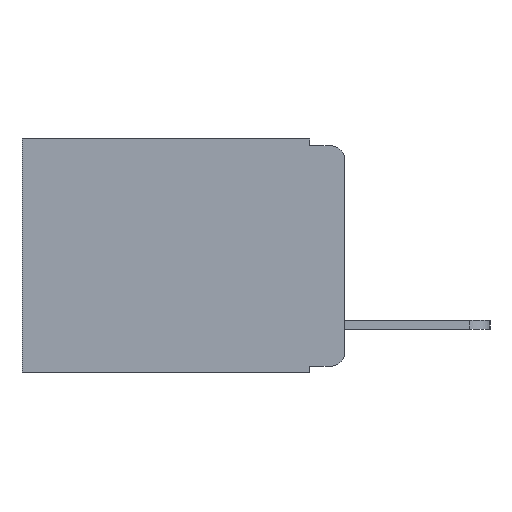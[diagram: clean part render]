
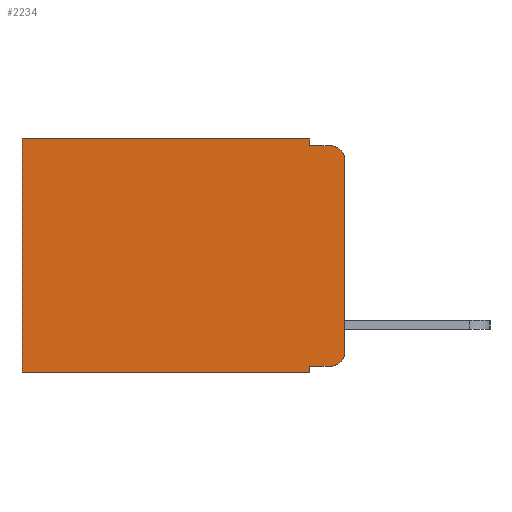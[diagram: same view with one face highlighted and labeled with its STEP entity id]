
A CAD part, left-side view. The second image highlights one B-rep face of the part: STEP entity #2234.
In plain terms, the highlighted planar face has unit normal (-1, 0, 0).
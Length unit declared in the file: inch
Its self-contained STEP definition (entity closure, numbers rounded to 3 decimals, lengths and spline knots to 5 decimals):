
#67 = VERTEX_POINT ( 'NONE', #3119 ) ;
#79 = DIRECTION ( 'NONE',  ( -1., 0., 0. ) ) ;
#165 = DIRECTION ( 'NONE',  ( 0., 0., -1. ) ) ;
#239 = ORIENTED_EDGE ( 'NONE', *, *, #495, .T. ) ;
#390 = CARTESIAN_POINT ( 'NONE',  ( 0.298, 0.02, -0.01 ) ) ;
#477 = FACE_OUTER_BOUND ( 'NONE', #1222, .T. ) ;
#495 = EDGE_CURVE ( 'NONE', #5243, #1101, #2142, .T. ) ;
#576 = VECTOR ( 'NONE', #11957, 39.37008 ) ;
#753 = EDGE_CURVE ( 'NONE', #1750, #5243, #8779, .T. ) ;
#978 = VERTEX_POINT ( 'NONE', #3959 ) ;
#1073 = VERTEX_POINT ( 'NONE', #5245 ) ;
#1101 = VERTEX_POINT ( 'NONE', #5435 ) ;
#1160 = CARTESIAN_POINT ( 'NONE',  ( 0.298, 0.051, 0. ) ) ;
#1222 = EDGE_LOOP ( 'NONE', ( #8523, #8671, #8713, #8796, #8922, #8986, #9130, #9122, #9121, #239 ) ) ;
#1403 = EDGE_CURVE ( 'NONE', #1750, #1073, #11790, .T. ) ;
#1581 = EDGE_CURVE ( 'NONE', #978, #2856, #2229, .T. ) ;
#1619 = CARTESIAN_POINT ( 'NONE',  ( 0.298, 0.473, 0. ) ) ;
#1702 = EDGE_CURVE ( 'NONE', #10933, #3755, #8660, .T. ) ;
#1750 = VERTEX_POINT ( 'NONE', #10812 ) ;
#2142 = CIRCLE ( 'NONE', #4776, 0.02 ) ;
#2229 = LINE ( 'NONE', #1619, #9505 ) ;
#2234 = ADVANCED_FACE ( 'NONE', ( #477 ), #6699, .F. ) ;
#2856 = VERTEX_POINT ( 'NONE', #4051 ) ;
#3119 = CARTESIAN_POINT ( 'NONE',  ( 0.298, 0., -0.03 ) ) ;
#3432 = VECTOR ( 'NONE', #4628, 39.37008 ) ;
#3683 = EDGE_CURVE ( 'NONE', #3755, #9249, #5828, .T. ) ;
#3755 = VERTEX_POINT ( 'NONE', #10661 ) ;
#3777 = CARTESIAN_POINT ( 'NONE',  ( 0.298, 0.051, -0.01 ) ) ;
#3853 = CARTESIAN_POINT ( 'NONE',  ( 0.298, 0.02, -0.333 ) ) ;
#3959 = CARTESIAN_POINT ( 'NONE',  ( 0.298, 0.473, 0. ) ) ;
#4051 = CARTESIAN_POINT ( 'NONE',  ( 0.298, 0.473, -0.343 ) ) ;
#4160 = DIRECTION ( 'NONE',  ( 0., 0., -1. ) ) ;
#4409 = CIRCLE ( 'NONE', #7363, 0.02 ) ;
#4606 = DIRECTION ( 'NONE',  ( 0., -1., 0. ) ) ;
#4628 = DIRECTION ( 'NONE',  ( 0., 0., -1. ) ) ;
#4752 = DIRECTION ( 'NONE',  ( 0., 0., -1. ) ) ;
#4776 = AXIS2_PLACEMENT_3D ( 'NONE', #11116, #79, #165 ) ;
#4888 = DIRECTION ( 'NONE',  ( 0., 1., 0. ) ) ;
#4922 = DIRECTION ( 'NONE',  ( 0., 0., -1. ) ) ;
#5087 = EDGE_CURVE ( 'NONE', #10933, #978, #5784, .T. ) ;
#5243 = VERTEX_POINT ( 'NONE', #3853 ) ;
#5245 = CARTESIAN_POINT ( 'NONE',  ( 0.298, 0.051, -0.343 ) ) ;
#5338 = CARTESIAN_POINT ( 'NONE',  ( 0.298, 0., 0. ) ) ;
#5435 = CARTESIAN_POINT ( 'NONE',  ( 0.298, 0., -0.313 ) ) ;
#5784 = LINE ( 'NONE', #10888, #7813 ) ;
#5828 = LINE ( 'NONE', #3777, #576 ) ;
#6058 = CARTESIAN_POINT ( 'NONE',  ( 0.298, 0., -0.343 ) ) ;
#6163 = CARTESIAN_POINT ( 'NONE',  ( 0.298, 0.02, -0.03 ) ) ;
#6270 = LINE ( 'NONE', #5338, #8292 ) ;
#6578 = CARTESIAN_POINT ( 'NONE',  ( 0.298, 0.051, 0. ) ) ;
#6584 = EDGE_CURVE ( 'NONE', #1073, #2856, #11904, .T. ) ;
#6699 = PLANE ( 'NONE',  #8953 ) ;
#6942 = CARTESIAN_POINT ( 'NONE',  ( 0.298, 0.051, -0.333 ) ) ;
#7363 = AXIS2_PLACEMENT_3D ( 'NONE', #6163, #9366, #11750 ) ;
#7713 = VECTOR ( 'NONE', #4606, 39.37008 ) ;
#7813 = VECTOR ( 'NONE', #11385, 39.37008 ) ;
#8292 = VECTOR ( 'NONE', #4752, 39.37008 ) ;
#8523 = ORIENTED_EDGE ( 'NONE', *, *, #11816, .F. ) ;
#8660 = LINE ( 'NONE', #10034, #10154 ) ;
#8671 = ORIENTED_EDGE ( 'NONE', *, *, #12000, .T. ) ;
#8713 = ORIENTED_EDGE ( 'NONE', *, *, #3683, .F. ) ;
#8779 = LINE ( 'NONE', #6942, #7713 ) ;
#8796 = ORIENTED_EDGE ( 'NONE', *, *, #1702, .F. ) ;
#8922 = ORIENTED_EDGE ( 'NONE', *, *, #5087, .T. ) ;
#8953 = AXIS2_PLACEMENT_3D ( 'NONE', #11992, #10950, #10889 ) ;
#8986 = ORIENTED_EDGE ( 'NONE', *, *, #1581, .T. ) ;
#9121 = ORIENTED_EDGE ( 'NONE', *, *, #753, .T. ) ;
#9122 = ORIENTED_EDGE ( 'NONE', *, *, #1403, .F. ) ;
#9130 = ORIENTED_EDGE ( 'NONE', *, *, #6584, .F. ) ;
#9249 = VERTEX_POINT ( 'NONE', #390 ) ;
#9366 = DIRECTION ( 'NONE',  ( -1., 0., 0. ) ) ;
#9505 = VECTOR ( 'NONE', #4160, 39.37008 ) ;
#9756 = VECTOR ( 'NONE', #4888, 39.37008 ) ;
#10034 = CARTESIAN_POINT ( 'NONE',  ( 0.298, 0.051, 0. ) ) ;
#10154 = VECTOR ( 'NONE', #4922, 39.37008 ) ;
#10661 = CARTESIAN_POINT ( 'NONE',  ( 0.298, 0.051, -0.01 ) ) ;
#10812 = CARTESIAN_POINT ( 'NONE',  ( 0.298, 0.051, -0.333 ) ) ;
#10888 = CARTESIAN_POINT ( 'NONE',  ( 0.298, 0., 0. ) ) ;
#10889 = DIRECTION ( 'NONE',  ( 0., 0., -1. ) ) ;
#10933 = VERTEX_POINT ( 'NONE', #1160 ) ;
#10950 = DIRECTION ( 'NONE',  ( 1., 0., 0. ) ) ;
#11116 = CARTESIAN_POINT ( 'NONE',  ( 0.298, 0.02, -0.313 ) ) ;
#11385 = DIRECTION ( 'NONE',  ( 0., 1., 0. ) ) ;
#11750 = DIRECTION ( 'NONE',  ( 0., 0., -1. ) ) ;
#11790 = LINE ( 'NONE', #6578, #3432 ) ;
#11816 = EDGE_CURVE ( 'NONE', #67, #1101, #6270, .T. ) ;
#11904 = LINE ( 'NONE', #6058, #9756 ) ;
#11957 = DIRECTION ( 'NONE',  ( 0., -1., 0. ) ) ;
#11992 = CARTESIAN_POINT ( 'NONE',  ( 0.298, 0., 0. ) ) ;
#12000 = EDGE_CURVE ( 'NONE', #67, #9249, #4409, .T. ) ;
